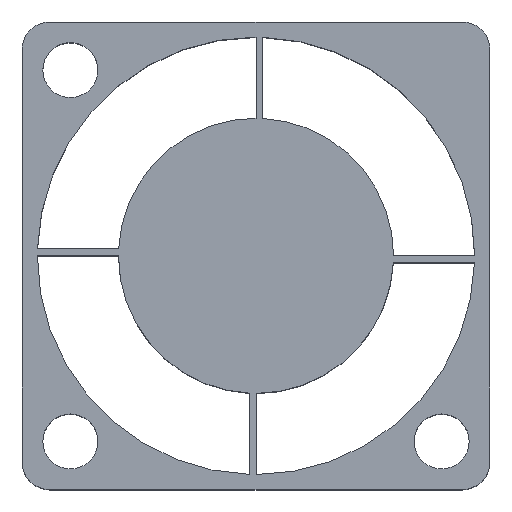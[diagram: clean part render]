
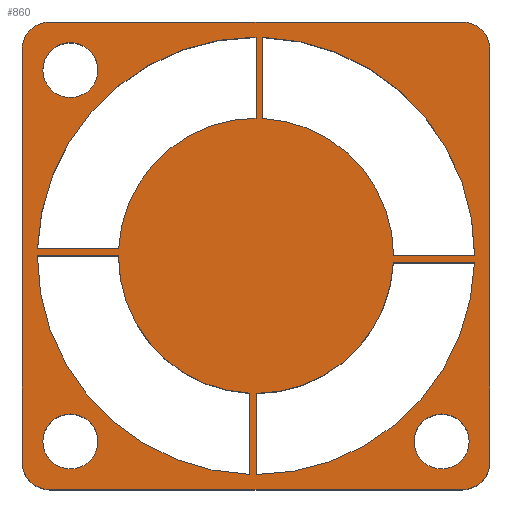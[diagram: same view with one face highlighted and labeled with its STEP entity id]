
A CAD part, top view. The second image highlights one B-rep face of the part: STEP entity #860.
In plain terms, the highlighted planar face has unit normal (0, 0, 1).
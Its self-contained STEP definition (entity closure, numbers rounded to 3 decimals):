
#22=FACE_BOUND('',#111,.T.);
#23=FACE_BOUND('',#112,.T.);
#24=FACE_BOUND('',#113,.T.);
#25=FACE_BOUND('',#114,.T.);
#26=FACE_BOUND('',#115,.T.);
#27=FACE_BOUND('',#116,.T.);
#28=FACE_BOUND('',#117,.T.);
#32=PLANE('',#930);
#64=FACE_OUTER_BOUND('',#110,.T.);
#110=EDGE_LOOP('',(#627,#628,#629,#630,#631,#632,#633,#634));
#111=EDGE_LOOP('',(#635,#636,#637,#638));
#112=EDGE_LOOP('',(#639));
#113=EDGE_LOOP('',(#640));
#114=EDGE_LOOP('',(#641));
#115=EDGE_LOOP('',(#642,#643,#644,#645));
#116=EDGE_LOOP('',(#646,#647,#648,#649));
#117=EDGE_LOOP('',(#650,#651,#652,#653));
#155=LINE('',#1265,#240);
#169=LINE('',#1324,#254);
#171=LINE('',#1330,#256);
#172=LINE('',#1332,#257);
#173=LINE('',#1337,#258);
#174=LINE('',#1340,#259);
#175=LINE('',#1349,#260);
#176=LINE('',#1353,#261);
#177=LINE('',#1359,#262);
#178=LINE('',#1362,#263);
#179=LINE('',#1365,#264);
#180=LINE('',#1369,#265);
#240=VECTOR('',#1007,10.);
#254=VECTOR('',#1057,10.);
#256=VECTOR('',#1063,10.);
#257=VECTOR('',#1066,10.);
#258=VECTOR('',#1069,10.);
#259=VECTOR('',#1072,10.);
#260=VECTOR('',#1079,10.);
#261=VECTOR('',#1082,10.);
#262=VECTOR('',#1087,10.);
#263=VECTOR('',#1090,10.);
#264=VECTOR('',#1091,10.);
#265=VECTOR('',#1094,10.);
#321=CIRCLE('',#909,1.);
#337=CIRCLE('',#928,1.);
#338=CIRCLE('',#931,1.);
#339=CIRCLE('',#932,1.);
#340=CIRCLE('',#933,5.);
#341=CIRCLE('',#934,7.95);
#342=CIRCLE('',#935,1.);
#343=CIRCLE('',#936,1.);
#344=CIRCLE('',#937,1.);
#345=CIRCLE('',#938,7.95);
#346=CIRCLE('',#939,5.);
#347=CIRCLE('',#940,5.);
#348=CIRCLE('',#941,7.95);
#349=CIRCLE('',#942,7.95);
#350=CIRCLE('',#943,5.);
#367=VERTEX_POINT('',#1252);
#368=VERTEX_POINT('',#1253);
#372=VERTEX_POINT('',#1263);
#397=VERTEX_POINT('',#1317);
#398=VERTEX_POINT('',#1318);
#399=VERTEX_POINT('',#1323);
#400=VERTEX_POINT('',#1327);
#401=VERTEX_POINT('',#1329);
#402=VERTEX_POINT('',#1333);
#403=VERTEX_POINT('',#1334);
#404=VERTEX_POINT('',#1336);
#405=VERTEX_POINT('',#1338);
#406=VERTEX_POINT('',#1341);
#407=VERTEX_POINT('',#1343);
#408=VERTEX_POINT('',#1345);
#409=VERTEX_POINT('',#1347);
#410=VERTEX_POINT('',#1348);
#411=VERTEX_POINT('',#1350);
#412=VERTEX_POINT('',#1352);
#413=VERTEX_POINT('',#1355);
#414=VERTEX_POINT('',#1356);
#415=VERTEX_POINT('',#1358);
#416=VERTEX_POINT('',#1360);
#417=VERTEX_POINT('',#1363);
#418=VERTEX_POINT('',#1364);
#419=VERTEX_POINT('',#1366);
#420=VERTEX_POINT('',#1368);
#453=EDGE_CURVE('',#367,#368,#321,.T.);
#459=EDGE_CURVE('',#367,#372,#155,.T.);
#485=EDGE_CURVE('',#397,#398,#337,.T.);
#488=EDGE_CURVE('',#399,#398,#169,.T.);
#490=EDGE_CURVE('',#400,#372,#338,.T.);
#491=EDGE_CURVE('',#400,#401,#171,.T.);
#492=EDGE_CURVE('',#399,#401,#339,.T.);
#493=EDGE_CURVE('',#397,#368,#172,.T.);
#494=EDGE_CURVE('',#402,#403,#340,.T.);
#495=EDGE_CURVE('',#404,#402,#173,.T.);
#496=EDGE_CURVE('',#404,#405,#341,.T.);
#497=EDGE_CURVE('',#403,#405,#174,.T.);
#498=EDGE_CURVE('',#406,#406,#342,.T.);
#499=EDGE_CURVE('',#407,#407,#343,.T.);
#500=EDGE_CURVE('',#408,#408,#344,.T.);
#501=EDGE_CURVE('',#409,#410,#175,.T.);
#502=EDGE_CURVE('',#409,#411,#345,.T.);
#503=EDGE_CURVE('',#412,#411,#176,.T.);
#504=EDGE_CURVE('',#410,#412,#346,.T.);
#505=EDGE_CURVE('',#413,#414,#347,.T.);
#506=EDGE_CURVE('',#415,#413,#177,.T.);
#507=EDGE_CURVE('',#415,#416,#348,.T.);
#508=EDGE_CURVE('',#414,#416,#178,.T.);
#509=EDGE_CURVE('',#417,#418,#179,.T.);
#510=EDGE_CURVE('',#417,#419,#349,.T.);
#511=EDGE_CURVE('',#420,#419,#180,.T.);
#512=EDGE_CURVE('',#418,#420,#350,.T.);
#627=ORIENTED_EDGE('',*,*,#453,.F.);
#628=ORIENTED_EDGE('',*,*,#459,.T.);
#629=ORIENTED_EDGE('',*,*,#490,.F.);
#630=ORIENTED_EDGE('',*,*,#491,.T.);
#631=ORIENTED_EDGE('',*,*,#492,.F.);
#632=ORIENTED_EDGE('',*,*,#488,.T.);
#633=ORIENTED_EDGE('',*,*,#485,.F.);
#634=ORIENTED_EDGE('',*,*,#493,.T.);
#635=ORIENTED_EDGE('',*,*,#494,.F.);
#636=ORIENTED_EDGE('',*,*,#495,.F.);
#637=ORIENTED_EDGE('',*,*,#496,.T.);
#638=ORIENTED_EDGE('',*,*,#497,.F.);
#639=ORIENTED_EDGE('',*,*,#498,.T.);
#640=ORIENTED_EDGE('',*,*,#499,.T.);
#641=ORIENTED_EDGE('',*,*,#500,.T.);
#642=ORIENTED_EDGE('',*,*,#501,.F.);
#643=ORIENTED_EDGE('',*,*,#502,.T.);
#644=ORIENTED_EDGE('',*,*,#503,.F.);
#645=ORIENTED_EDGE('',*,*,#504,.F.);
#646=ORIENTED_EDGE('',*,*,#505,.F.);
#647=ORIENTED_EDGE('',*,*,#506,.F.);
#648=ORIENTED_EDGE('',*,*,#507,.T.);
#649=ORIENTED_EDGE('',*,*,#508,.F.);
#650=ORIENTED_EDGE('',*,*,#509,.F.);
#651=ORIENTED_EDGE('',*,*,#510,.T.);
#652=ORIENTED_EDGE('',*,*,#511,.F.);
#653=ORIENTED_EDGE('',*,*,#512,.F.);
#860=ADVANCED_FACE('',(#64,#22,#23,#24,#25,#26,#27,#28),#32,.T.);
#909=AXIS2_PLACEMENT_3D('',#1254,#997,#998);
#928=AXIS2_PLACEMENT_3D('',#1319,#1051,#1052);
#930=AXIS2_PLACEMENT_3D('',#1326,#1059,#1060);
#931=AXIS2_PLACEMENT_3D('',#1328,#1061,#1062);
#932=AXIS2_PLACEMENT_3D('',#1331,#1064,#1065);
#933=AXIS2_PLACEMENT_3D('',#1335,#1067,#1068);
#934=AXIS2_PLACEMENT_3D('',#1339,#1070,#1071);
#935=AXIS2_PLACEMENT_3D('',#1342,#1073,#1074);
#936=AXIS2_PLACEMENT_3D('',#1344,#1075,#1076);
#937=AXIS2_PLACEMENT_3D('',#1346,#1077,#1078);
#938=AXIS2_PLACEMENT_3D('',#1351,#1080,#1081);
#939=AXIS2_PLACEMENT_3D('',#1354,#1083,#1084);
#940=AXIS2_PLACEMENT_3D('',#1357,#1085,#1086);
#941=AXIS2_PLACEMENT_3D('',#1361,#1088,#1089);
#942=AXIS2_PLACEMENT_3D('',#1367,#1092,#1093);
#943=AXIS2_PLACEMENT_3D('',#1370,#1095,#1096);
#997=DIRECTION('center_axis',(0.,0.,-1.));
#998=DIRECTION('ref_axis',(-0.707,0.707,0.));
#1007=DIRECTION('',(0.,-1.,0.));
#1051=DIRECTION('center_axis',(0.,0.,-1.));
#1052=DIRECTION('ref_axis',(0.707,0.707,0.));
#1057=DIRECTION('',(0.,1.,0.));
#1059=DIRECTION('center_axis',(0.,0.,1.));
#1060=DIRECTION('ref_axis',(1.,0.,0.));
#1061=DIRECTION('center_axis',(0.,0.,-1.));
#1062=DIRECTION('ref_axis',(-0.707,-0.707,0.));
#1063=DIRECTION('',(1.,0.,0.));
#1064=DIRECTION('center_axis',(0.,0.,-1.));
#1065=DIRECTION('ref_axis',(0.707,-0.707,0.));
#1066=DIRECTION('',(-1.,0.,0.));
#1067=DIRECTION('center_axis',(0.,0.,-1.));
#1068=DIRECTION('ref_axis',(1.,0.,0.));
#1069=DIRECTION('',(1.,0.,0.));
#1070=DIRECTION('center_axis',(0.,0.,-1.));
#1071=DIRECTION('ref_axis',(1.,0.,0.));
#1072=DIRECTION('',(0.,1.,0.));
#1073=DIRECTION('center_axis',(0.,0.,-1.));
#1074=DIRECTION('ref_axis',(1.,0.,0.));
#1075=DIRECTION('center_axis',(0.,0.,-1.));
#1076=DIRECTION('ref_axis',(1.,0.,0.));
#1077=DIRECTION('center_axis',(0.,0.,-1.));
#1078=DIRECTION('ref_axis',(1.,0.,0.));
#1079=DIRECTION('',(0.,1.,0.));
#1080=DIRECTION('center_axis',(0.,0.,-1.));
#1081=DIRECTION('ref_axis',(1.,0.,0.));
#1082=DIRECTION('',(-1.,0.,0.));
#1083=DIRECTION('center_axis',(0.,0.,-1.));
#1084=DIRECTION('ref_axis',(1.,0.,0.));
#1085=DIRECTION('center_axis',(0.,0.,-1.));
#1086=DIRECTION('ref_axis',(1.,0.,0.));
#1087=DIRECTION('',(0.,-1.,0.));
#1088=DIRECTION('center_axis',(0.,0.,-1.));
#1089=DIRECTION('ref_axis',(1.,0.,0.));
#1090=DIRECTION('',(1.,0.,0.));
#1091=DIRECTION('',(-1.,0.,0.));
#1092=DIRECTION('center_axis',(0.,0.,-1.));
#1093=DIRECTION('ref_axis',(1.,0.,0.));
#1094=DIRECTION('',(0.,-1.,0.));
#1095=DIRECTION('center_axis',(0.,0.,-1.));
#1096=DIRECTION('ref_axis',(1.,0.,0.));
#1252=CARTESIAN_POINT('',(-8.5,7.5,8.));
#1253=CARTESIAN_POINT('',(-7.5,8.5,8.));
#1254=CARTESIAN_POINT('Origin',(-7.5,7.5,8.));
#1263=CARTESIAN_POINT('',(-8.5,-7.5,8.));
#1265=CARTESIAN_POINT('',(-8.5,8.5,8.));
#1317=CARTESIAN_POINT('',(7.5,8.5,8.));
#1318=CARTESIAN_POINT('',(8.5,7.5,8.));
#1319=CARTESIAN_POINT('Origin',(7.5,7.5,8.));
#1323=CARTESIAN_POINT('',(8.5,-7.5,8.));
#1324=CARTESIAN_POINT('',(8.5,-8.5,8.));
#1326=CARTESIAN_POINT('Origin',(0.,0.,8.));
#1327=CARTESIAN_POINT('',(-7.5,-8.5,8.));
#1328=CARTESIAN_POINT('Origin',(-7.5,-7.5,8.));
#1329=CARTESIAN_POINT('',(7.5,-8.5,8.));
#1330=CARTESIAN_POINT('',(-8.5,-8.5,8.));
#1331=CARTESIAN_POINT('Origin',(7.5,-7.5,8.));
#1332=CARTESIAN_POINT('',(8.5,8.5,8.));
#1333=CARTESIAN_POINT('',(-4.994,0.25,8.));
#1334=CARTESIAN_POINT('',(0.,5.,8.));
#1335=CARTESIAN_POINT('Origin',(0.,0.,8.));
#1336=CARTESIAN_POINT('',(-7.946,0.25,8.));
#1337=CARTESIAN_POINT('',(0.,0.25,8.));
#1338=CARTESIAN_POINT('',(0.,7.95,8.));
#1339=CARTESIAN_POINT('Origin',(0.,0.,8.));
#1340=CARTESIAN_POINT('',(0.,3.975,8.));
#1341=CARTESIAN_POINT('',(-7.75,6.75,8.));
#1342=CARTESIAN_POINT('Origin',(-6.75,6.75,8.));
#1343=CARTESIAN_POINT('',(5.75,-6.75,8.));
#1344=CARTESIAN_POINT('Origin',(6.75,-6.75,8.));
#1345=CARTESIAN_POINT('',(-7.75,-6.75,8.));
#1346=CARTESIAN_POINT('Origin',(-6.75,-6.75,8.));
#1347=CARTESIAN_POINT('',(-0.25,-7.946,8.));
#1348=CARTESIAN_POINT('',(-0.25,-4.994,8.));
#1349=CARTESIAN_POINT('',(-0.25,0.,8.));
#1350=CARTESIAN_POINT('',(-7.95,0.,8.));
#1351=CARTESIAN_POINT('Origin',(0.,0.,8.));
#1352=CARTESIAN_POINT('',(-5.,0.,8.));
#1353=CARTESIAN_POINT('',(-3.975,0.,8.));
#1354=CARTESIAN_POINT('Origin',(0.,0.,8.));
#1355=CARTESIAN_POINT('',(0.25,4.994,8.));
#1356=CARTESIAN_POINT('',(5.,0.,8.));
#1357=CARTESIAN_POINT('Origin',(0.,0.,8.));
#1358=CARTESIAN_POINT('',(0.25,7.946,8.));
#1359=CARTESIAN_POINT('',(0.25,0.,8.));
#1360=CARTESIAN_POINT('',(7.95,0.,8.));
#1361=CARTESIAN_POINT('Origin',(0.,0.,8.));
#1362=CARTESIAN_POINT('',(3.975,0.,8.));
#1363=CARTESIAN_POINT('',(7.946,-0.25,8.));
#1364=CARTESIAN_POINT('',(4.994,-0.25,8.));
#1365=CARTESIAN_POINT('',(0.,-0.25,8.));
#1366=CARTESIAN_POINT('',(0.,-7.95,8.));
#1367=CARTESIAN_POINT('Origin',(0.,0.,8.));
#1368=CARTESIAN_POINT('',(0.,-5.,8.));
#1369=CARTESIAN_POINT('',(0.,-3.975,8.));
#1370=CARTESIAN_POINT('Origin',(0.,0.,8.));
